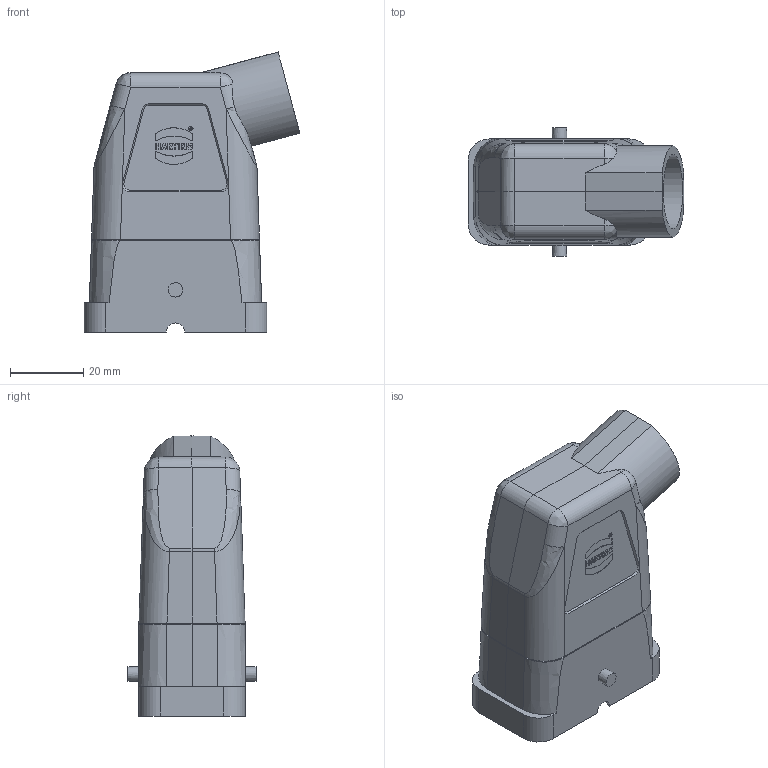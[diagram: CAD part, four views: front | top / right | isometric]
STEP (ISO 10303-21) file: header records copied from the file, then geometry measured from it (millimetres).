
FILE_DESCRIPTION(/* description */ (''),/* implementation_level */ '2;1');
FILE_NAME(/* name */ '100205881ugm000_b.stp',/* time_stamp */ '2019-09-30T15:30:47+02:00',/* author */ (''),/* organization */ (''),/* preprocessor_version */ 'ST-DEVELOPER v16.7',/* originating_system */ 'SIEMENS PLM Software NX 12.0',/* authorisation */ '');
FILE_SCHEMA (('AUTOMOTIVE_DESIGN { 1 0 10303 214 3 1 1 1 }'));
Length unit declared in the file: millimetre
Products named in the file (1): 100205881ugm000_b
Bounding box: 58.93 x 35 x 76.51 mm (x, y, z)
Volume: 30411.4 mm3; surface area: 24337.5 mm2
Topology: 1 solids, 2 shells, 471 faces, 1303 edges, 945 vertices
Faces by surface type: plane 280, cylinder 120, bspline 53, cone 16, extrusion 2
Full cylindrical faces by diameter (mm): 1.139 x1, 1.346 x1, 2.5 x2, 3.95 x2, 4.125 x1, 4.425 x1, 4.5 x2, 5 x4, 5.5 x2, 8.5 x1, 18 x1, 20.4 x1
Entity records: 20391 total; most frequent: CARTESIAN_POINT 5343, ORIENTED_EDGE 2348, DIRECTION 2239, EDGE_CURVE 1174, VECTOR 829, LINE 827, VERTEX_POINT 763, AXIS2_PLACEMENT_3D 705
